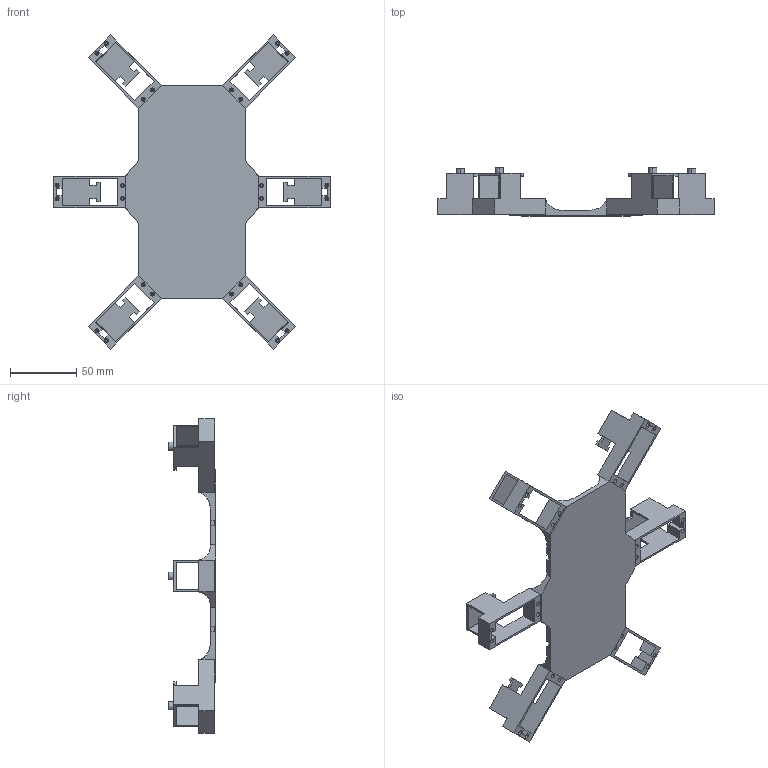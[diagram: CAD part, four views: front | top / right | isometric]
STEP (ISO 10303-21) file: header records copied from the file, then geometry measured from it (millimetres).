
FILE_DESCRIPTION (( 'STEP AP203' ), '1' );
FILE_NAME ('6逋翋賦凳.STEP', '2021-05-24T10:07:39', ( '' ), ( '' ), 'SwSTEP 2.0', 'SolidWorks 2019', '' );
FILE_SCHEMA (( 'CONFIG_CONTROL_DESIGN' ));
Length unit declared in the file: millimetre
Products named in the file (1): 6逋翋賦凳
Bounding box: 208 x 36 x 236.37 mm (x, y, z)
Volume: 97135.4 mm3; surface area: 70743 mm2
Topology: 1 solids, 1 shells, 358 faces, 938 edges, 618 vertices
Faces by surface type: plane 244, cylinder 114
Entity records: 11087 total; most frequent: CARTESIAN_POINT 1951, ORIENTED_EDGE 1876, DIRECTION 1860, EDGE_CURVE 938, VECTOR 710, LINE 710, VERTEX_POINT 618, AXIS2_PLACEMENT_3D 575
